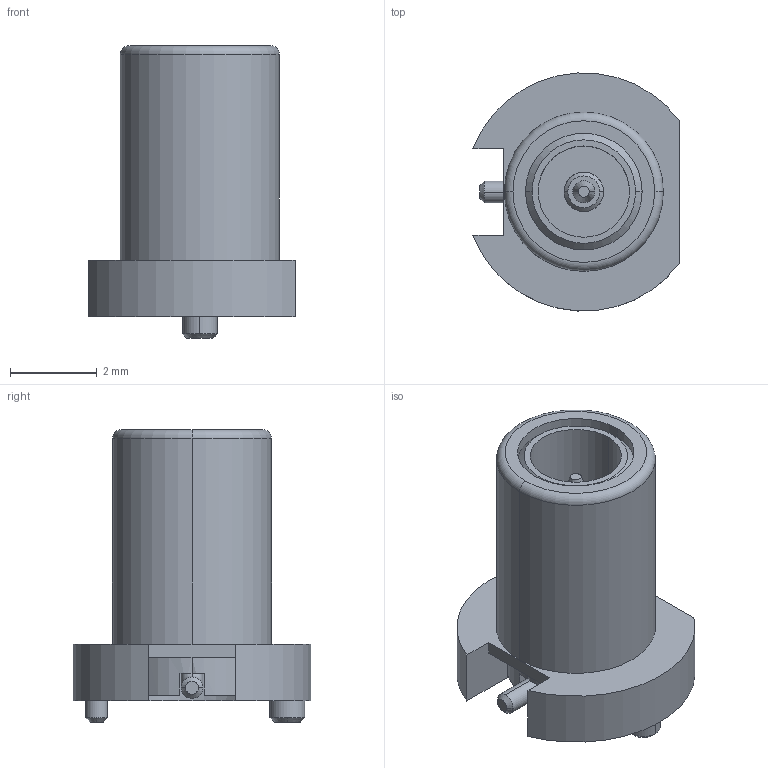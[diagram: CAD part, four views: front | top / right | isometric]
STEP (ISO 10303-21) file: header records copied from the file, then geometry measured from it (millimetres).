
FILE_DESCRIPTION(('FreeCAD Model'),'2;1');
FILE_NAME( 'Molex_73404-6460.step', '2021-09-23T18:58:25',('kicad StepUp'),('ksu MCAD'), 'Open CASCADE STEP processor 7.2','FreeCAD','Unknown');
FILE_SCHEMA(('AUTOMOTIVE_DESIGN { 1 0 10303 214 1 1 1 1 }'));
Length unit declared in the file: millimetre
Products named in the file (1): Molex_73404-6460
Bounding box: 4.76 x 5.49 x 6.75 mm (x, y, z)
Volume: 65.4 mm3; surface area: 163.7 mm2
Topology: 1 solids, 1 shells, 69 faces, 165 edges, 106 vertices
Faces by surface type: cylinder 27, plane 24, cone 14, torus 4
Entity records: 2068 total; most frequent: DIRECTION 385, CARTESIAN_POINT 373, ORIENTED_EDGE 330, EDGE_CURVE 165, AXIS2_PLACEMENT_3D 158, VERTEX_POINT 106, CIRCLE 88, FACE_BOUND 77
